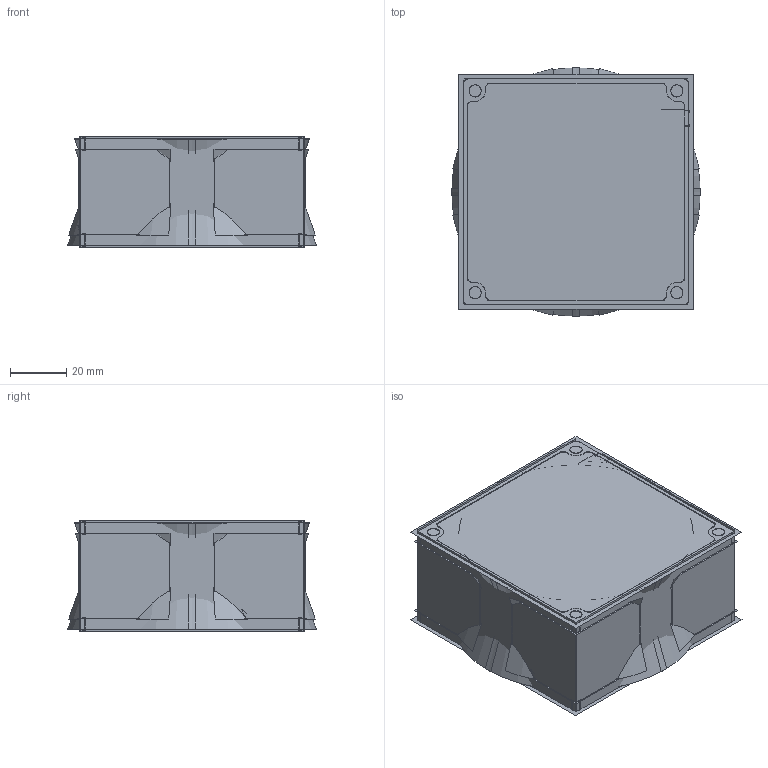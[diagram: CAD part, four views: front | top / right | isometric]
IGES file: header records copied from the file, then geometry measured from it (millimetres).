
Start section:  PTC IGES file: sc4fm-1.igs
Global section: file name: sc4fm-1.igs; native system: Pro/ENGINEER by Parametric Technology Corporation; preprocessor: 2008010; author: rd189; organization: Unknown; date: 20141028.095233; units: millimetre
Bounding box: 88.18 x 88.18 x 39.52 mm (x, y, z)
Surface area: 520172.5 mm2 (no closed solid volume)
Topology: 0 solids, 11 shells, 582 faces, 4002 edges, 5752 vertices
Faces by surface type: bspline 318, revolution 264
